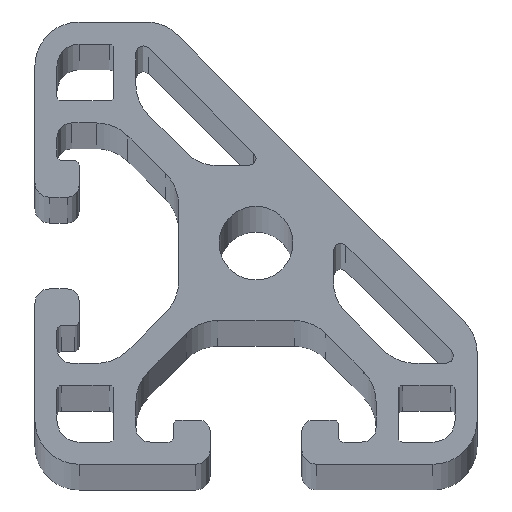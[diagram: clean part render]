
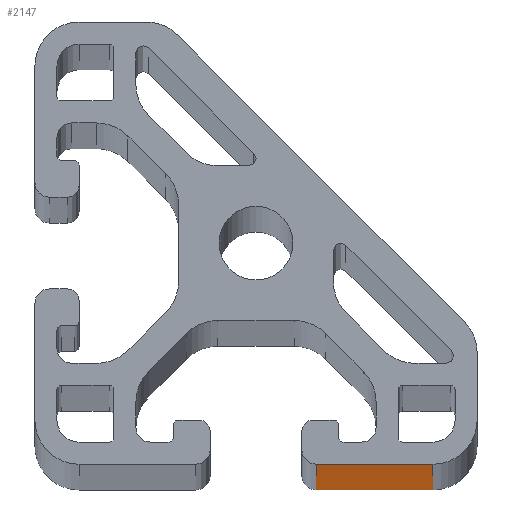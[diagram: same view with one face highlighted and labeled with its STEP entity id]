
A CAD part, top view. The second image highlights one B-rep face of the part: STEP entity #2147.
In plain terms, the highlighted planar face has unit normal (0, -1, 0).
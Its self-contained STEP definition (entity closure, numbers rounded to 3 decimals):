
#65=PLANE($,#2335);
#158=FACE_OUTER_BOUND($,#266,.T.);
#266=EDGE_LOOP($,(#1676,#1677,#1678,#1679));
#460=LINE($,#3501,#672);
#461=LINE($,#3504,#673);
#462=LINE($,#3506,#674);
#463=LINE($,#3507,#675);
#672=VECTOR($,#2853,1000.);
#673=VECTOR($,#2856,7.9);
#674=VECTOR($,#2857,7.9);
#675=VECTOR($,#2858,1000.);
#994=VERTEX_POINT($,#3497);
#995=VERTEX_POINT($,#3499);
#996=VERTEX_POINT($,#3503);
#997=VERTEX_POINT($,#3505);
#1282=EDGE_CURVE($,#994,#995,#460,.T.);
#1283=EDGE_CURVE($,#996,#994,#461,.T.);
#1284=EDGE_CURVE($,#997,#995,#462,.T.);
#1285=EDGE_CURVE($,#996,#997,#463,.T.);
#1676=ORIENTED_EDGE($,*,*,#1283,.T.);
#1677=ORIENTED_EDGE($,*,*,#1282,.T.);
#1678=ORIENTED_EDGE($,*,*,#1284,.F.);
#1679=ORIENTED_EDGE($,*,*,#1285,.F.);
#2147=ADVANCED_FACE($,(#158),#65,.T.);
#2335=AXIS2_PLACEMENT_3D($,#3502,#2854,#2855);
#2853=DIRECTION($,(0.,0.,1.));
#2854=DIRECTION('center_axis',(0.,-1.,0.));
#2855=DIRECTION('ref_axis',(1.,0.,0.));
#2856=DIRECTION($,(1.,0.,0.));
#2857=DIRECTION($,(1.,0.,0.));
#2858=DIRECTION($,(0.,0.,1.));
#3497=CARTESIAN_POINT('',(24.,0.,0.));
#3499=CARTESIAN_POINT('',(24.,0.,1000.));
#3501=CARTESIAN_POINT($,(24.,0.,0.));
#3502=CARTESIAN_POINT('Origin',(16.1,0.,0.));
#3503=CARTESIAN_POINT('',(16.1,0.,0.));
#3504=CARTESIAN_POINT($,(16.1,0.,0.));
#3505=CARTESIAN_POINT('',(16.1,0.,1000.));
#3506=CARTESIAN_POINT($,(16.1,0.,1000.));
#3507=CARTESIAN_POINT($,(16.1,0.,0.));
